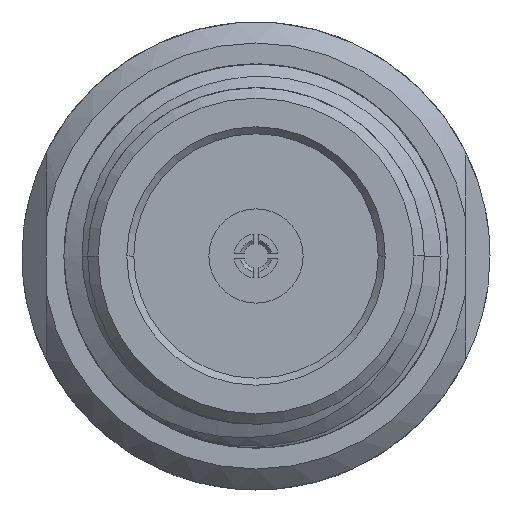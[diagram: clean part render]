
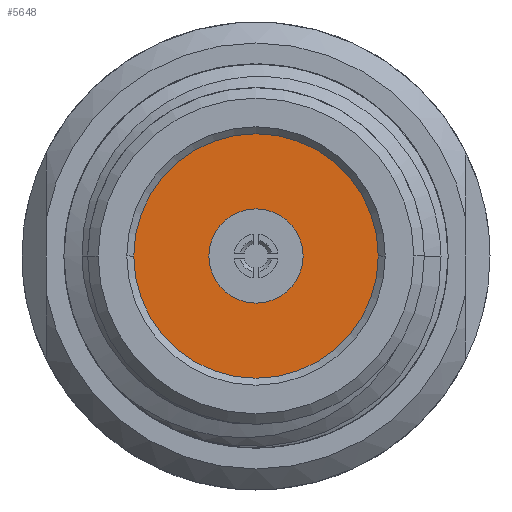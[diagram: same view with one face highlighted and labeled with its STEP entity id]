
A CAD part, left-side view. The second image highlights one B-rep face of the part: STEP entity #5648.
In plain terms, the highlighted planar face has unit normal (-1, 0, 0).
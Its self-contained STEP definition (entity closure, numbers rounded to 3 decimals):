
#244 = VERTEX_POINT ( 'NONE', #2345 ) ;
#268 = DIRECTION ( 'NONE',  ( 0., 1., 0. ) ) ;
#297 = DIRECTION ( 'NONE',  ( 0., 1., 0. ) ) ;
#692 = EDGE_CURVE ( 'NONE', #2384, #244, #4960, .T. ) ;
#874 = FACE_OUTER_BOUND ( 'NONE', #1707, .T. ) ;
#1005 = CARTESIAN_POINT ( 'NONE',  ( -15.61, 0.675, 0. ) ) ;
#1168 = DIRECTION ( 'NONE',  ( 1., 0., 0. ) ) ;
#1269 = CARTESIAN_POINT ( 'NONE',  ( -15.61, -1.75, 0. ) ) ;
#1300 = DIRECTION ( 'NONE',  ( 0., 1., 0. ) ) ;
#1425 = EDGE_CURVE ( 'NONE', #6087, #4020, #2405, .T. ) ;
#1467 = ORIENTED_EDGE ( 'NONE', *, *, #5687, .F. ) ;
#1707 = EDGE_LOOP ( 'NONE', ( #1467, #5199 ) ) ;
#1868 = CARTESIAN_POINT ( 'NONE',  ( -15.61, 0., 0. ) ) ;
#2140 = DIRECTION ( 'NONE',  ( 1., 0., 0. ) ) ;
#2321 = CARTESIAN_POINT ( 'NONE',  ( -15.61, -0.675, 0. ) ) ;
#2345 = CARTESIAN_POINT ( 'NONE',  ( -15.61, 1.75, 0. ) ) ;
#2384 = VERTEX_POINT ( 'NONE', #3497 ) ;
#2405 = CIRCLE ( 'NONE', #2774, 0.675 ) ;
#2600 = CARTESIAN_POINT ( 'NONE',  ( -15.61, 0., 0. ) ) ;
#2774 = AXIS2_PLACEMENT_3D ( 'NONE', #1868, #4200, #1300 ) ;
#3493 = ORIENTED_EDGE ( 'NONE', *, *, #1425, .T. ) ;
#3497 = CARTESIAN_POINT ( 'NONE',  ( -15.61, -1.75, 0. ) ) ;
#3700 = CIRCLE ( 'NONE', #4645, 1.75 ) ;
#4020 = VERTEX_POINT ( 'NONE', #1005 ) ;
#4171 = FACE_BOUND ( 'NONE', #5524, .T. ) ;
#4200 = DIRECTION ( 'NONE',  ( 1., 0., 0. ) ) ;
#4213 = DIRECTION ( 'NONE',  ( 0., 1., 0. ) ) ;
#4645 = AXIS2_PLACEMENT_3D ( 'NONE', #2600, #4956, #297 ) ;
#4706 = EDGE_CURVE ( 'NONE', #4020, #6087, #5793, .T. ) ;
#4786 = PLANE ( 'NONE',  #6397 ) ;
#4956 = DIRECTION ( 'NONE',  ( 1., 0., 0. ) ) ;
#4960 = CIRCLE ( 'NONE', #5202, 1.75 ) ;
#5199 = ORIENTED_EDGE ( 'NONE', *, *, #692, .F. ) ;
#5202 = AXIS2_PLACEMENT_3D ( 'NONE', #6119, #2140, #268 ) ;
#5524 = EDGE_LOOP ( 'NONE', ( #6943, #3493 ) ) ;
#5648 = ADVANCED_FACE ( 'NONE', ( #874, #4171 ), #4786, .T. ) ;
#5687 = EDGE_CURVE ( 'NONE', #244, #2384, #3700, .T. ) ;
#5759 = DIRECTION ( 'NONE',  ( 0., 1., 0. ) ) ;
#5793 = CIRCLE ( 'NONE', #6763, 0.675 ) ;
#5978 = DIRECTION ( 'NONE',  ( -1., 0., 0. ) ) ;
#6087 = VERTEX_POINT ( 'NONE', #2321 ) ;
#6119 = CARTESIAN_POINT ( 'NONE',  ( -15.61, 0., 0. ) ) ;
#6397 = AXIS2_PLACEMENT_3D ( 'NONE', #1269, #5978, #4213 ) ;
#6763 = AXIS2_PLACEMENT_3D ( 'NONE', #6944, #1168, #5759 ) ;
#6943 = ORIENTED_EDGE ( 'NONE', *, *, #4706, .T. ) ;
#6944 = CARTESIAN_POINT ( 'NONE',  ( -15.61, 0., 0. ) ) ;
